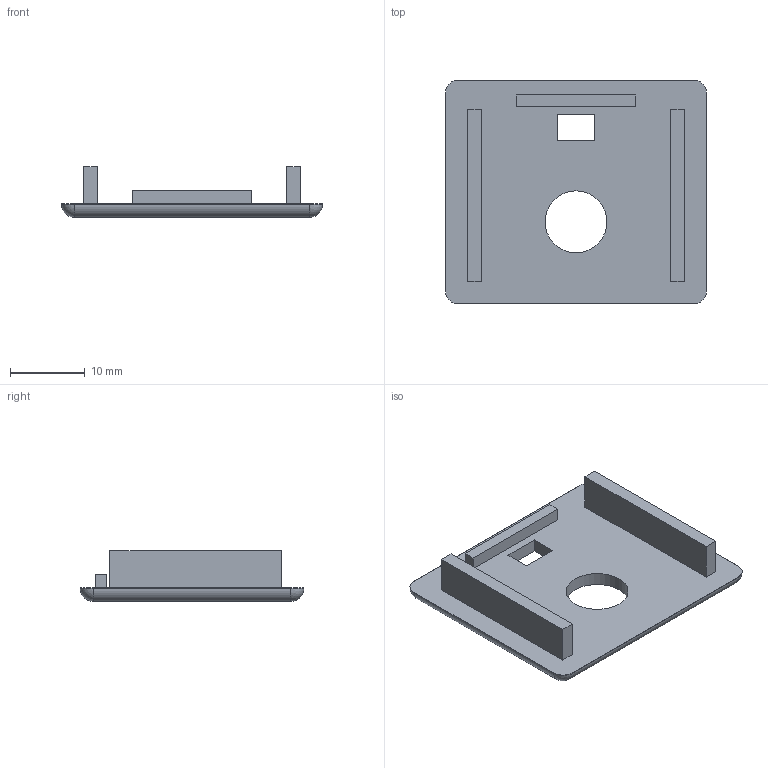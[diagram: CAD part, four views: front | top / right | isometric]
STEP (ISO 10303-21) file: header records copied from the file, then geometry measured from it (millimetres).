
FILE_DESCRIPTION(/* description */ (''),/* implementation_level */ '2;1');
FILE_NAME(/* name */ 'buse reconstruit v2.step',/* time_stamp */ '2024-05-05T11:28:18+02:00',/* author */ (''),/* organization */ (''),/* preprocessor_version */ 'ST-DEVELOPER v20',/* originating_system */ 'Autodesk Translation Framework v12.20.1.177',/* authorisation */ '');
FILE_SCHEMA (('AUTOMOTIVE_DESIGN { 1 0 10303 214 3 1 1 }'));
Length unit declared in the file: millimetre
Products named in the file (1): buse reconstruit
Bounding box: 35 x 30 x 6.8 mm (x, y, z)
Volume: 2137.4 mm3; surface area: 2718.8 mm2
Topology: 1 solids, 1 shells, 38 faces, 87 edges, 54 vertices
Faces by surface type: plane 25, cylinder 9, sphere 4
Full cylindrical faces by diameter (mm): 8.3 x1
Entity records: 1094 total; most frequent: DIRECTION 183, CARTESIAN_POINT 180, ORIENTED_EDGE 174, EDGE_CURVE 87, LINE 69, VECTOR 69, AXIS2_PLACEMENT_3D 57, VERTEX_POINT 54
